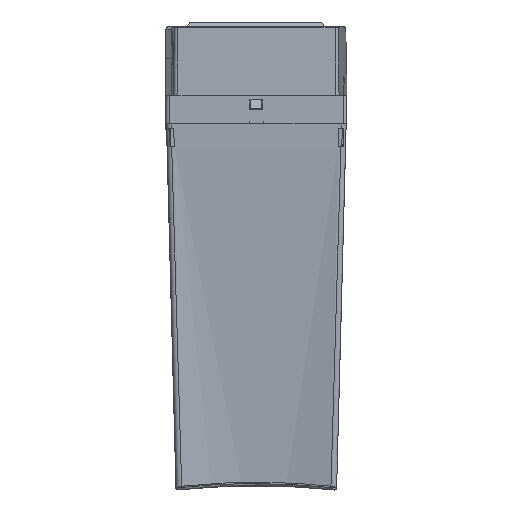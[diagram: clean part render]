
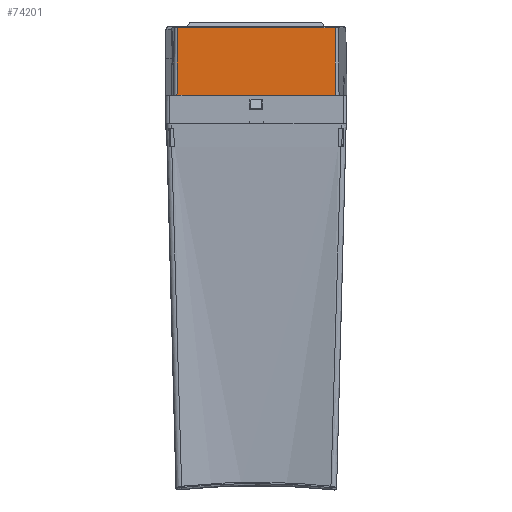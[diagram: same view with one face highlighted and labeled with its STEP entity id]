
A CAD part, left-side view. The second image highlights one B-rep face of the part: STEP entity #74201.
In plain terms, the highlighted planar face has unit normal (-1, 0, 0.009).
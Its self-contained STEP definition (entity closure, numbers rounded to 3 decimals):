
#8485=CARTESIAN_POINT('',(-162.9,34.635,12.5));
#23224=DIRECTION('',(0.,1.,0.));
#23225=VECTOR('',#23224,68.776);
#23226=CARTESIAN_POINT('',(-162.643,-34.388,
42.004));
#23227=LINE('',#23226,#23225);
#23228=DIRECTION('',(-0.009,-0.008,-1.));
#23229=VECTOR('',#23228,29.507);
#23230=CARTESIAN_POINT('',(-162.643,-34.388,
42.004));
#23231=LINE('',#23230,#23229);
#23232=DIRECTION('',(0.,1.,0.));
#23233=VECTOR('',#23232,69.27);
#23234=CARTESIAN_POINT('',(-162.9,-34.635,
12.5));
#23235=LINE('',#23234,#23233);
#23236=DIRECTION('',(0.009,-0.008,1.));
#23237=VECTOR('',#23236,29.507);
#23238=CARTESIAN_POINT('',(-162.9,34.635,
12.5));
#23239=LINE('',#23238,#23237);
#36468=VERTEX_POINT('',#8485);
#39686=CARTESIAN_POINT('',(-162.9,-34.635,
12.5));
#39687=VERTEX_POINT('',#39686);
#39690=CARTESIAN_POINT('',(-162.643,-34.388,
42.004));
#39691=CARTESIAN_POINT('',(-162.643,34.388,
42.004));
#39692=VERTEX_POINT('',#39690);
#39693=VERTEX_POINT('',#39691);
#74190=CARTESIAN_POINT('',(-162.771,0.,
27.252));
#74191=DIRECTION('',(1.,0.,-0.009));
#74192=DIRECTION('',(0.,-1.,0.));
#74193=AXIS2_PLACEMENT_3D('',#74190,#74191,#74192);
#74194=PLANE('',#74193);
#74195=ORIENTED_EDGE('',*,*,#74184,.F.);
#74196=ORIENTED_EDGE('',*,*,#52411,.T.);
#74197=ORIENTED_EDGE('',*,*,#52439,.T.);
#74198=ORIENTED_EDGE('',*,*,#74157,.T.);
#74199=EDGE_LOOP('',(#74195,#74196,#74197,#74198));
#74200=FACE_OUTER_BOUND('',#74199,.F.);
#74201=ADVANCED_FACE('',(#74200),#74194,.F.);
#52411=EDGE_CURVE('',#39692,#39687,#23231,.T.);
#52439=EDGE_CURVE('',#39687,#36468,#23235,.T.);
#74157=EDGE_CURVE('',#36468,#39693,#23239,.T.);
#74184=EDGE_CURVE('',#39692,#39693,#23227,.T.);
